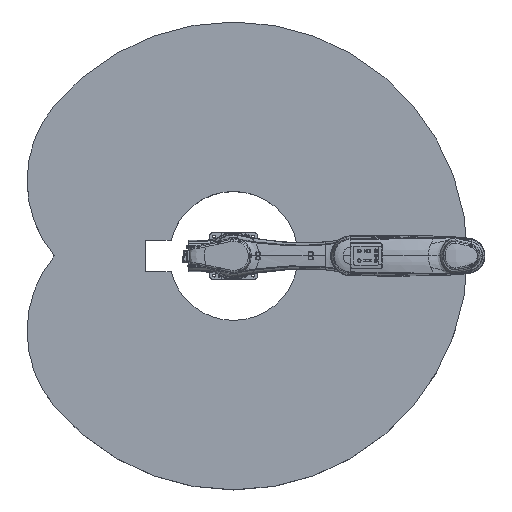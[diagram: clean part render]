
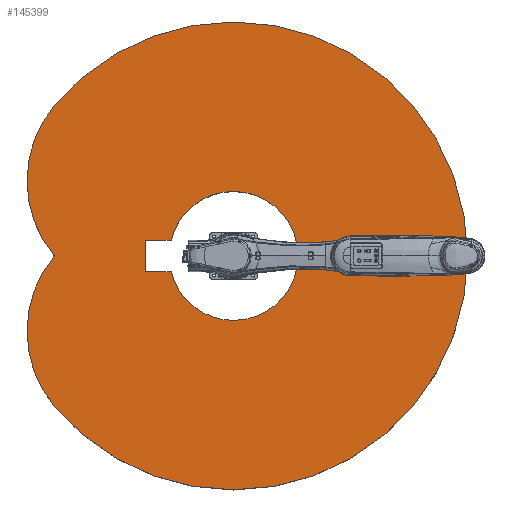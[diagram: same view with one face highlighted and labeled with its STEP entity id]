
A CAD part, top view. The second image highlights one B-rep face of the part: STEP entity #145399.
In plain terms, the highlighted planar face has unit normal (0, 0, 1).
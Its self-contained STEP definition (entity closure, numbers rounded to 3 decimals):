
#446 = VERTEX_POINT ( 'NONE', #164572 ) ;
#3477 = VERTEX_POINT ( 'NONE', #197544 ) ;
#5064 = EDGE_LOOP ( 'NONE', ( #122545, #238605, #39058, #42659, #120231, #149258 ) ) ;
#5687 = AXIS2_PLACEMENT_3D ( 'NONE', #138787, #179214, #45598 ) ;
#11830 = CIRCLE ( 'NONE', #131235, 1200. ) ;
#12528 = CARTESIAN_POINT ( 'NONE',  ( 80., -450., 400. ) ) ;
#19007 = CARTESIAN_POINT ( 'NONE',  ( -385.673, -459.627, 400. ) ) ;
#23028 = AXIS2_PLACEMENT_3D ( 'NONE', #47534, #69757, #219833 ) ;
#32786 = CIRCLE ( 'NONE', #89754, 600. ) ;
#37919 = DIRECTION ( 'NONE',  ( -1., 0., 0. ) ) ;
#38725 = EDGE_CURVE ( 'NONE', #3477, #145185, #32786, .T. ) ;
#39058 = ORIENTED_EDGE ( 'NONE', *, *, #225320, .F. ) ;
#42659 = ORIENTED_EDGE ( 'NONE', *, *, #151945, .T. ) ;
#44102 = CARTESIAN_POINT ( 'NONE',  ( -80., -450., 400. ) ) ;
#44856 = CIRCLE ( 'NONE', #23028, 1200. ) ;
#45598 = DIRECTION ( 'NONE',  ( -1., 0., 0. ) ) ;
#47534 = CARTESIAN_POINT ( 'NONE',  ( 0., 0., 400. ) ) ;
#54663 = DIRECTION ( 'NONE',  ( 0., 0., 1. ) ) ;
#56861 = DIRECTION ( 'NONE',  ( 0., 0., -1. ) ) ;
#57631 = EDGE_CURVE ( 'NONE', #177540, #220925, #172127, .T. ) ;
#58641 = VERTEX_POINT ( 'NONE', #217360 ) ;
#60056 = EDGE_CURVE ( 'NONE', #208277, #3477, #44856, .T. ) ;
#60252 = DIRECTION ( 'NONE',  ( -1., 0., 0. ) ) ;
#60642 = EDGE_CURVE ( 'NONE', #446, #208277, #92003, .T. ) ;
#61818 = DIRECTION ( 'NONE',  ( -1., 0., 0. ) ) ;
#68767 = LINE ( 'NONE', #180884, #148511 ) ;
#69757 = DIRECTION ( 'NONE',  ( 0., 0., -1. ) ) ;
#73053 = CARTESIAN_POINT ( 'NONE',  ( -330.765, 0., 400. ) ) ;
#74982 = CARTESIAN_POINT ( 'NONE',  ( 385.673, -459.627, 400. ) ) ;
#77338 = CARTESIAN_POINT ( 'NONE',  ( 1200., 0., 400. ) ) ;
#77629 = EDGE_LOOP ( 'NONE', ( #206897, #101017, #226260, #119346, #226590 ) ) ;
#78359 = EDGE_CURVE ( 'NONE', #220925, #124812, #198376, .T. ) ;
#78934 = CIRCLE ( 'NONE', #106390, 330.765 ) ;
#82272 = DIRECTION ( 'NONE',  ( 1., 0., 0. ) ) ;
#83342 = CIRCLE ( 'NONE', #158998, 600. ) ;
#84483 = CARTESIAN_POINT ( 'NONE',  ( 0., 0., 400. ) ) ;
#89754 = AXIS2_PLACEMENT_3D ( 'NONE', #74982, #56861, #188832 ) ;
#91310 = EDGE_CURVE ( 'NONE', #194135, #124812, #206477, .T. ) ;
#92003 = CIRCLE ( 'NONE', #5687, 1200. ) ;
#101017 = ORIENTED_EDGE ( 'NONE', *, *, #60056, .F. ) ;
#102666 = VERTEX_POINT ( 'NONE', #144946 ) ;
#103251 = AXIS2_PLACEMENT_3D ( 'NONE', #136165, #172498, #60252 ) ;
#106390 = AXIS2_PLACEMENT_3D ( 'NONE', #84483, #234708, #180987 ) ;
#117949 = DIRECTION ( 'NONE',  ( 0., 0., -1. ) ) ;
#118660 = VERTEX_POINT ( 'NONE', #44102 ) ;
#119131 = DIRECTION ( 'NONE',  ( 0., 0., -1. ) ) ;
#119346 = ORIENTED_EDGE ( 'NONE', *, *, #126556, .F. ) ;
#120231 = ORIENTED_EDGE ( 'NONE', *, *, #57631, .T. ) ;
#122545 = ORIENTED_EDGE ( 'NONE', *, *, #91310, .F. ) ;
#124812 = VERTEX_POINT ( 'NONE', #170655 ) ;
#126556 = EDGE_CURVE ( 'NONE', #58641, #446, #11830, .T. ) ;
#131235 = AXIS2_PLACEMENT_3D ( 'NONE', #174873, #117949, #61818 ) ;
#136165 = CARTESIAN_POINT ( 'NONE',  ( 0., 0., 400. ) ) ;
#137857 = CARTESIAN_POINT ( 'NONE',  ( 80., -320.944, 400. ) ) ;
#138393 = AXIS2_PLACEMENT_3D ( 'NONE', #231382, #119131, #194181 ) ;
#138787 = CARTESIAN_POINT ( 'NONE',  ( 0., 0., 400. ) ) ;
#144946 = CARTESIAN_POINT ( 'NONE',  ( -80., -320.944, 400. ) ) ;
#145185 = VERTEX_POINT ( 'NONE', #164369 ) ;
#145399 = ADVANCED_FACE ( 'NONE', ( #219865, #163786 ), #167640, .T. ) ;
#148511 = VECTOR ( 'NONE', #199822, 1000. ) ;
#149258 = ORIENTED_EDGE ( 'NONE', *, *, #78359, .T. ) ;
#150285 = DIRECTION ( 'NONE',  ( 1., 0., 0. ) ) ;
#150918 = DIRECTION ( 'NONE',  ( 0., 0., -1. ) ) ;
#151945 = EDGE_CURVE ( 'NONE', #102666, #177540, #78934, .T. ) ;
#156826 = DIRECTION ( 'NONE',  ( 0., 1., 0. ) ) ;
#158998 = AXIS2_PLACEMENT_3D ( 'NONE', #19007, #150918, #37919 ) ;
#160643 = VECTOR ( 'NONE', #82272, 1000. ) ;
#163429 = LINE ( 'NONE', #196904, #160643 ) ;
#163786 = FACE_OUTER_BOUND ( 'NONE', #77629, .T. ) ;
#164369 = CARTESIAN_POINT ( 'NONE',  ( 0., -919.253, 400. ) ) ;
#164572 = CARTESIAN_POINT ( 'NONE',  ( -1200., 0., 400. ) ) ;
#167640 = PLANE ( 'NONE',  #228527 ) ;
#168457 = CARTESIAN_POINT ( 'NONE',  ( 0., -459.627, 400. ) ) ;
#170655 = CARTESIAN_POINT ( 'NONE',  ( 80., -320.944, 400. ) ) ;
#172127 = CIRCLE ( 'NONE', #103251, 330.765 ) ;
#172498 = DIRECTION ( 'NONE',  ( 0., 0., -1. ) ) ;
#174873 = CARTESIAN_POINT ( 'NONE',  ( 0., 0., 400. ) ) ;
#177540 = VERTEX_POINT ( 'NONE', #73053 ) ;
#179214 = DIRECTION ( 'NONE',  ( 0., 0., -1. ) ) ;
#180884 = CARTESIAN_POINT ( 'NONE',  ( -80., -320.944, 400. ) ) ;
#180987 = DIRECTION ( 'NONE',  ( -1., 0., 0. ) ) ;
#183383 = EDGE_CURVE ( 'NONE', #145185, #58641, #83342, .T. ) ;
#188832 = DIRECTION ( 'NONE',  ( -1., 0., 0. ) ) ;
#194135 = VERTEX_POINT ( 'NONE', #12528 ) ;
#194181 = DIRECTION ( 'NONE',  ( -1., 0., 0. ) ) ;
#196904 = CARTESIAN_POINT ( 'NONE',  ( -80., -450., 400. ) ) ;
#197544 = CARTESIAN_POINT ( 'NONE',  ( 771.345, -919.253, 400. ) ) ;
#198376 = CIRCLE ( 'NONE', #138393, 330.765 ) ;
#199822 = DIRECTION ( 'NONE',  ( 0., -1., 0. ) ) ;
#206477 = LINE ( 'NONE', #137857, #230207 ) ;
#206897 = ORIENTED_EDGE ( 'NONE', *, *, #38725, .F. ) ;
#208277 = VERTEX_POINT ( 'NONE', #77338 ) ;
#217360 = CARTESIAN_POINT ( 'NONE',  ( -771.345, -919.253, 400. ) ) ;
#218921 = EDGE_CURVE ( 'NONE', #118660, #194135, #163429, .T. ) ;
#219833 = DIRECTION ( 'NONE',  ( -1., 0., 0. ) ) ;
#219865 = FACE_BOUND ( 'NONE', #5064, .T. ) ;
#220925 = VERTEX_POINT ( 'NONE', #228225 ) ;
#225320 = EDGE_CURVE ( 'NONE', #102666, #118660, #68767, .T. ) ;
#226260 = ORIENTED_EDGE ( 'NONE', *, *, #60642, .F. ) ;
#226590 = ORIENTED_EDGE ( 'NONE', *, *, #183383, .F. ) ;
#228225 = CARTESIAN_POINT ( 'NONE',  ( 330.765, 0., 400. ) ) ;
#228527 = AXIS2_PLACEMENT_3D ( 'NONE', #168457, #54663, #150285 ) ;
#230207 = VECTOR ( 'NONE', #156826, 1000. ) ;
#231382 = CARTESIAN_POINT ( 'NONE',  ( 0., 0., 400. ) ) ;
#234708 = DIRECTION ( 'NONE',  ( 0., 0., -1. ) ) ;
#238605 = ORIENTED_EDGE ( 'NONE', *, *, #218921, .F. ) ;
